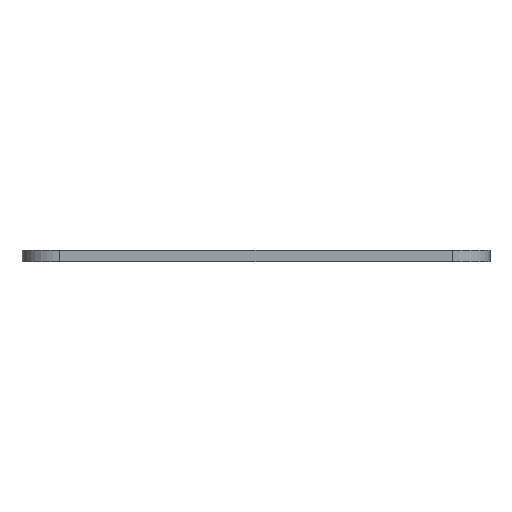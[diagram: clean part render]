
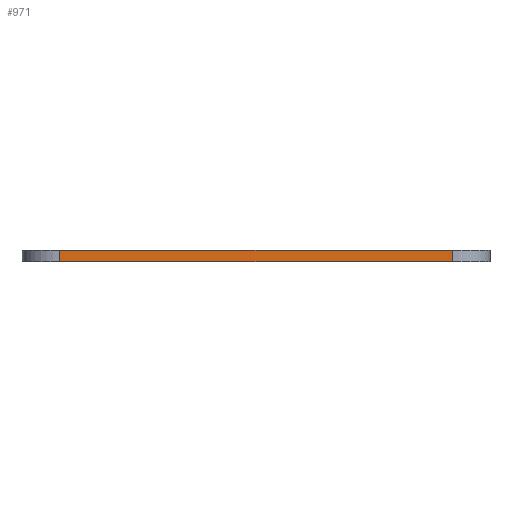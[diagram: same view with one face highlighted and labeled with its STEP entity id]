
A CAD part, front view. The second image highlights one B-rep face of the part: STEP entity #971.
In plain terms, the highlighted planar face has unit normal (0, -1, 0).
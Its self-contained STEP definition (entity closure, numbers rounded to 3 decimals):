
#34=PLANE('',#1062);
#63=FACE_OUTER_BOUND('',#121,.T.);
#121=EDGE_LOOP('',(#721,#722,#723,#724));
#184=LINE('',#1455,#280);
#205=LINE('',#1542,#301);
#206=LINE('',#1545,#302);
#207=LINE('',#1546,#303);
#280=VECTOR('',#1154,10.);
#301=VECTOR('',#1227,10.);
#302=VECTOR('',#1230,10.);
#303=VECTOR('',#1231,10.);
#426=VERTEX_POINT('',#1452);
#427=VERTEX_POINT('',#1454);
#467=VERTEX_POINT('',#1540);
#468=VERTEX_POINT('',#1544);
#524=EDGE_CURVE('',#426,#427,#184,.T.);
#568=EDGE_CURVE('',#427,#467,#205,.T.);
#569=EDGE_CURVE('',#468,#426,#206,.T.);
#570=EDGE_CURVE('',#467,#468,#207,.T.);
#721=ORIENTED_EDGE('',*,*,#568,.F.);
#722=ORIENTED_EDGE('',*,*,#524,.F.);
#723=ORIENTED_EDGE('',*,*,#569,.F.);
#724=ORIENTED_EDGE('',*,*,#570,.F.);
#971=ADVANCED_FACE('',(#63),#34,.T.);
#1062=AXIS2_PLACEMENT_3D('',#1543,#1228,#1229);
#1154=DIRECTION('',(-1.,0.,0.));
#1227=DIRECTION('',(0.,0.,1.));
#1228=DIRECTION('center_axis',(0.,-1.,0.));
#1229=DIRECTION('ref_axis',(1.,0.,0.));
#1230=DIRECTION('',(0.,0.,-1.));
#1231=DIRECTION('',(1.,0.,0.));
#1452=CARTESIAN_POINT('',(46.72,-86.94,0.));
#1454=CARTESIAN_POINT('',(-5.32,-86.94,0.));
#1455=CARTESIAN_POINT('',(51.72,-86.94,0.));
#1540=CARTESIAN_POINT('',(-5.32,-86.94,1.5));
#1542=CARTESIAN_POINT('',(-5.32,-86.94,0.));
#1543=CARTESIAN_POINT('Origin',(-10.32,-86.94,0.));
#1544=CARTESIAN_POINT('',(46.72,-86.94,1.5));
#1545=CARTESIAN_POINT('',(46.72,-86.94,0.));
#1546=CARTESIAN_POINT('',(51.72,-86.94,1.5));
